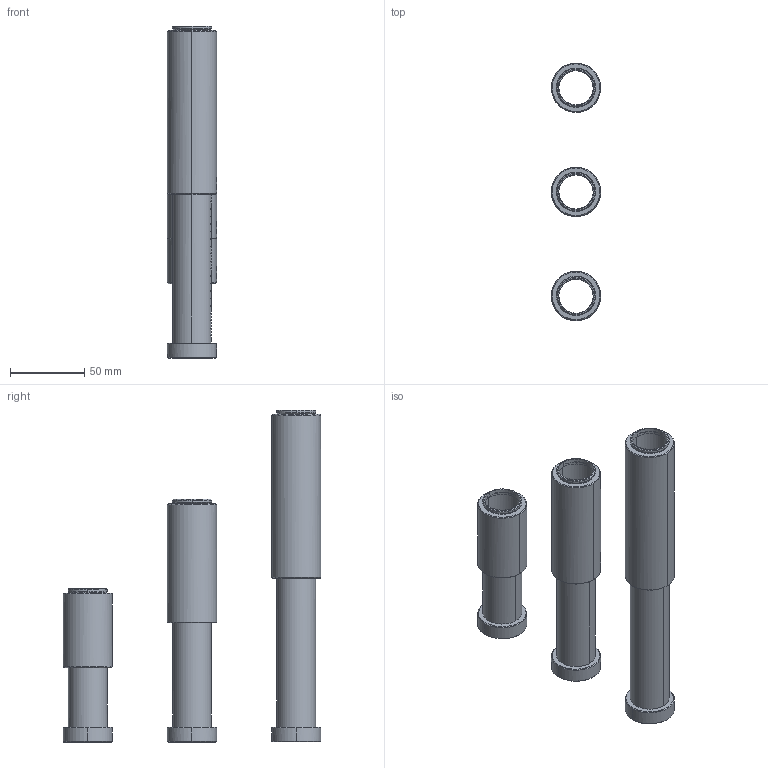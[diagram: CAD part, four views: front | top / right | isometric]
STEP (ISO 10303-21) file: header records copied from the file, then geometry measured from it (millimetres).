
FILE_DESCRIPTION(/* description */ (''),/* implementation_level */ '2;1');
FILE_NAME(/* name */ 'Untitled',/* time_stamp */ '2025-10-29T16:27:42+03:00',/* author */ (''),/* organization */ (''),/* preprocessor_version */ 'ST-DEVELOPER v16.5',/* originating_system */ 'Rhino 7.34',/* authorisation */ '');
FILE_SCHEMA (('AUTOMOTIVE_DESIGN'));
Length unit declared in the file: millimetre
Products named in the file (1): Document
Bounding box: 33 x 173 x 223 mm (x, y, z)
Volume: 117020.8 mm3; surface area: 90451.3 mm2
Topology: 3 solids, 3 shells, 1893 faces, 5628 edges, 3759 vertices
Faces by surface type: plane 1713, cylinder 108, bspline 72
Entity records: 86895 total; most frequent: CARTESIAN_POINT 51287, ORIENTED_EDGE 11256, EDGE_CURVE 5628, VERTEX_POINT 3759, B_SPLINE_CURVE_WITH_KNOTS 3714, EDGE_LOOP 1923, ADVANCED_FACE 1893, FACE_OUTER_BOUND 1893
